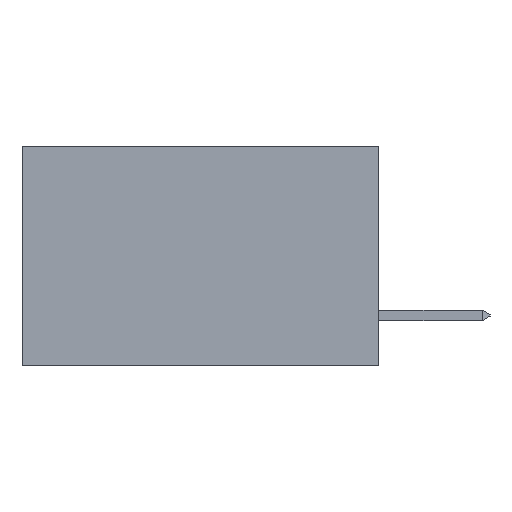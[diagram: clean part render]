
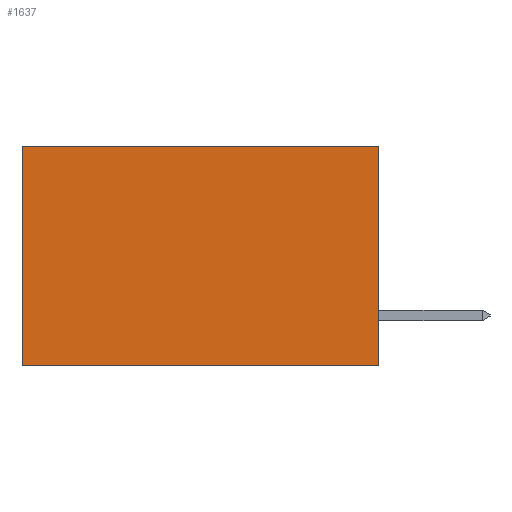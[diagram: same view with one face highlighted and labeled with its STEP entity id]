
A CAD part, left-side view. The second image highlights one B-rep face of the part: STEP entity #1637.
In plain terms, the highlighted planar face has unit normal (-1, 0, 0).
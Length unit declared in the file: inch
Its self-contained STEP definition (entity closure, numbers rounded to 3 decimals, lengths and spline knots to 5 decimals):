
#59 = ORIENTED_EDGE ( 'NONE', *, *, #634, .T. ) ;
#88 = ORIENTED_EDGE ( 'NONE', *, *, #14874, .F. ) ;
#634 = EDGE_CURVE ( 'NONE', #12463, #5283, #11596, .T. ) ;
#975 = VECTOR ( 'NONE', #5419, 39.37008 ) ;
#1064 = PLANE ( 'NONE',  #3822 ) ;
#1637 = ADVANCED_FACE ( 'NONE', ( #14232 ), #1064, .F. ) ;
#1690 = DIRECTION ( 'NONE',  ( 1., 0., 0. ) ) ;
#1836 = VECTOR ( 'NONE', #7131, 39.37008 ) ;
#2491 = VECTOR ( 'NONE', #16187, 39.37008 ) ;
#3273 = CARTESIAN_POINT ( 'NONE',  ( 0.298, 0., -0.37 ) ) ;
#3413 = EDGE_CURVE ( 'NONE', #12871, #17268, #6932, .T. ) ;
#3748 = VECTOR ( 'NONE', #11522, 39.37008 ) ;
#3822 = AXIS2_PLACEMENT_3D ( 'NONE', #9782, #1690, #6083 ) ;
#5258 = EDGE_LOOP ( 'NONE', ( #10089, #13112, #88, #59 ) ) ;
#5283 = VERTEX_POINT ( 'NONE', #8313 ) ;
#5419 = DIRECTION ( 'NONE',  ( 0., 0., -1. ) ) ;
#6083 = DIRECTION ( 'NONE',  ( 0., 0., -1. ) ) ;
#6271 = LINE ( 'NONE', #14308, #1836 ) ;
#6932 = LINE ( 'NONE', #16018, #2491 ) ;
#7131 = DIRECTION ( 'NONE',  ( 0., 0., -1. ) ) ;
#8313 = CARTESIAN_POINT ( 'NONE',  ( 0.298, 0.6, 0. ) ) ;
#8529 = CARTESIAN_POINT ( 'NONE',  ( 0.298, 0.6, -0.37 ) ) ;
#8908 = LINE ( 'NONE', #15514, #975 ) ;
#9782 = CARTESIAN_POINT ( 'NONE',  ( 0.298, 0., 0. ) ) ;
#10089 = ORIENTED_EDGE ( 'NONE', *, *, #11023, .T. ) ;
#11023 = EDGE_CURVE ( 'NONE', #5283, #17268, #6271, .T. ) ;
#11522 = DIRECTION ( 'NONE',  ( 0., 1., 0. ) ) ;
#11596 = LINE ( 'NONE', #12684, #3748 ) ;
#12463 = VERTEX_POINT ( 'NONE', #15468 ) ;
#12684 = CARTESIAN_POINT ( 'NONE',  ( 0.298, 0., 0. ) ) ;
#12871 = VERTEX_POINT ( 'NONE', #3273 ) ;
#13112 = ORIENTED_EDGE ( 'NONE', *, *, #3413, .F. ) ;
#14232 = FACE_OUTER_BOUND ( 'NONE', #5258, .T. ) ;
#14308 = CARTESIAN_POINT ( 'NONE',  ( 0.298, 0.6, 0. ) ) ;
#14874 = EDGE_CURVE ( 'NONE', #12463, #12871, #8908, .T. ) ;
#15468 = CARTESIAN_POINT ( 'NONE',  ( 0.298, 0., 0. ) ) ;
#15514 = CARTESIAN_POINT ( 'NONE',  ( 0.298, 0., 0. ) ) ;
#16018 = CARTESIAN_POINT ( 'NONE',  ( 0.298, 0., -0.37 ) ) ;
#16187 = DIRECTION ( 'NONE',  ( 0., 1., 0. ) ) ;
#17268 = VERTEX_POINT ( 'NONE', #8529 ) ;
